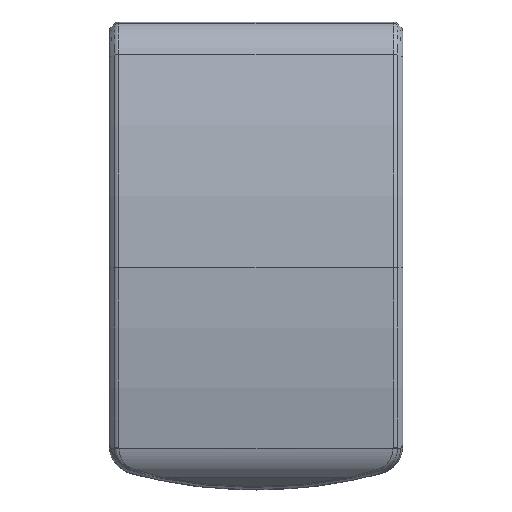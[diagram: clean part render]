
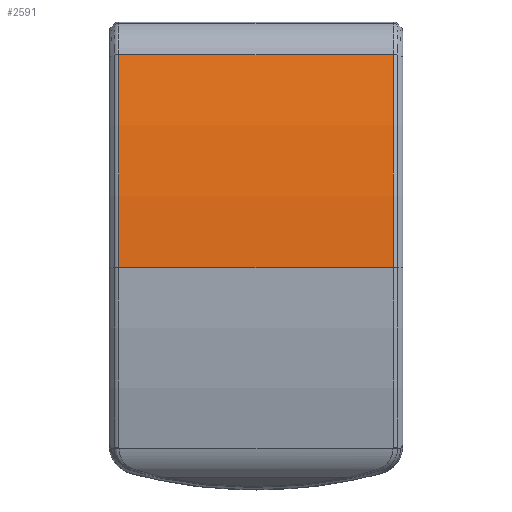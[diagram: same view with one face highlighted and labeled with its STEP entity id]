
A CAD part, top view. The second image highlights one B-rep face of the part: STEP entity #2591.
In plain terms, the highlighted cylindrical face has radius 262.529 mm (diameter 525.058 mm), a partial arc.
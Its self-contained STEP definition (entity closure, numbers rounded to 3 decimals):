
#216 = TOROIDAL_SURFACE('',#217,260.529,2.);
#217 = AXIS2_PLACEMENT_3D('',#218,#219,#220);
#218 = CARTESIAN_POINT('',(-42.5,-9.589,-238.529));
#219 = DIRECTION('',(-1.,0.,0.));
#220 = DIRECTION('',(0.,0.,1.));
#316 = VERTEX_POINT('',#317);
#317 = CARTESIAN_POINT('',(-42.5,56.484,15.549));
#334 = CYLINDRICAL_SURFACE('',#335,14.);
#335 = AXIS2_PLACEMENT_3D('',#336,#337,#338);
#336 = CARTESIAN_POINT('',(-43.5,52.96,2.));
#337 = DIRECTION('',(-1.,0.,0.));
#338 = DIRECTION('',(0.,-1.,0.));
#623 = EDGE_CURVE('',#624,#316,#626,.T.);
#624 = VERTEX_POINT('',#625);
#625 = CARTESIAN_POINT('',(-42.5,-9.589,24.));
#626 = SURFACE_CURVE('',#627,(#632,#639),.PCURVE_S1.);
#627 = CIRCLE('',#628,262.529);
#628 = AXIS2_PLACEMENT_3D('',#629,#630,#631);
#629 = CARTESIAN_POINT('',(-42.5,-9.589,-238.529));
#630 = DIRECTION('',(-1.,0.,0.));
#631 = DIRECTION('',(0.,0.,1.));
#632 = PCURVE('',#216,#633);
#633 = DEFINITIONAL_REPRESENTATION('',(#634),#638);
#634 = LINE('',#635,#636);
#635 = CARTESIAN_POINT('',(0.,0.));
#636 = VECTOR('',#637,1.);
#637 = DIRECTION('',(1.,0.));
#638 = ( GEOMETRIC_REPRESENTATION_CONTEXT(2) 
PARAMETRIC_REPRESENTATION_CONTEXT() REPRESENTATION_CONTEXT('2D SPACE',''
  ) );
#639 = PCURVE('',#640,#645);
#640 = CYLINDRICAL_SURFACE('',#641,262.529);
#641 = AXIS2_PLACEMENT_3D('',#642,#643,#644);
#642 = CARTESIAN_POINT('',(-43.5,-9.589,-238.529));
#643 = DIRECTION('',(-1.,0.,0.));
#644 = DIRECTION('',(0.,-1.,0.));
#645 = DEFINITIONAL_REPRESENTATION('',(#646),#650);
#646 = LINE('',#647,#648);
#647 = CARTESIAN_POINT('',(1.571,-1.));
#648 = VECTOR('',#649,1.);
#649 = DIRECTION('',(1.,0.));
#650 = ( GEOMETRIC_REPRESENTATION_CONTEXT(2) 
PARAMETRIC_REPRESENTATION_CONTEXT() REPRESENTATION_CONTEXT('2D SPACE',''
  ) );
#872 = EDGE_CURVE('',#316,#873,#875,.T.);
#873 = VERTEX_POINT('',#874);
#874 = CARTESIAN_POINT('',(42.5,56.484,15.549));
#875 = SURFACE_CURVE('',#876,(#880,#887),.PCURVE_S1.);
#876 = LINE('',#877,#878);
#877 = CARTESIAN_POINT('',(-43.5,56.484,15.549));
#878 = VECTOR('',#879,1.);
#879 = DIRECTION('',(1.,0.,0.));
#880 = PCURVE('',#334,#881);
#881 = DEFINITIONAL_REPRESENTATION('',(#882),#886);
#882 = LINE('',#883,#884);
#883 = CARTESIAN_POINT('',(1.825,0.));
#884 = VECTOR('',#885,1.);
#885 = DIRECTION('',(0.,-1.));
#886 = ( GEOMETRIC_REPRESENTATION_CONTEXT(2) 
PARAMETRIC_REPRESENTATION_CONTEXT() REPRESENTATION_CONTEXT('2D SPACE',''
  ) );
#887 = PCURVE('',#640,#888);
#888 = DEFINITIONAL_REPRESENTATION('',(#889),#893);
#889 = LINE('',#890,#891);
#890 = CARTESIAN_POINT('',(1.825,0.));
#891 = VECTOR('',#892,1.);
#892 = DIRECTION('',(0.,-1.));
#893 = ( GEOMETRIC_REPRESENTATION_CONTEXT(2) 
PARAMETRIC_REPRESENTATION_CONTEXT() REPRESENTATION_CONTEXT('2D SPACE',''
  ) );
#2579 = CYLINDRICAL_SURFACE('',#2580,262.529);
#2580 = AXIS2_PLACEMENT_3D('',#2581,#2582,#2583);
#2581 = CARTESIAN_POINT('',(-43.5,-9.589,-238.529));
#2582 = DIRECTION('',(-1.,0.,0.));
#2583 = DIRECTION('',(0.,-1.,0.));
#2591 = ADVANCED_FACE('',(#2592),#640,.T.);
#2592 = FACE_BOUND('',#2593,.T.);
#2593 = EDGE_LOOP('',(#2594,#2595,#2596,#2619));
#2594 = ORIENTED_EDGE('',*,*,#872,.F.);
#2595 = ORIENTED_EDGE('',*,*,#623,.F.);
#2596 = ORIENTED_EDGE('',*,*,#2597,.F.);
#2597 = EDGE_CURVE('',#2598,#624,#2600,.T.);
#2598 = VERTEX_POINT('',#2599);
#2599 = CARTESIAN_POINT('',(42.5,-9.589,24.));
#2600 = SURFACE_CURVE('',#2601,(#2605,#2612),.PCURVE_S1.);
#2601 = LINE('',#2602,#2603);
#2602 = CARTESIAN_POINT('',(-43.5,-9.589,24.));
#2603 = VECTOR('',#2604,1.);
#2604 = DIRECTION('',(-1.,0.,0.));
#2605 = PCURVE('',#640,#2606);
#2606 = DEFINITIONAL_REPRESENTATION('',(#2607),#2611);
#2607 = LINE('',#2608,#2609);
#2608 = CARTESIAN_POINT('',(1.571,0.));
#2609 = VECTOR('',#2610,1.);
#2610 = DIRECTION('',(0.,1.));
#2611 = ( GEOMETRIC_REPRESENTATION_CONTEXT(2) 
PARAMETRIC_REPRESENTATION_CONTEXT() REPRESENTATION_CONTEXT('2D SPACE',''
  ) );
#2612 = PCURVE('',#2579,#2613);
#2613 = DEFINITIONAL_REPRESENTATION('',(#2614),#2618);
#2614 = LINE('',#2615,#2616);
#2615 = CARTESIAN_POINT('',(1.571,0.));
#2616 = VECTOR('',#2617,1.);
#2617 = DIRECTION('',(0.,1.));
#2618 = ( GEOMETRIC_REPRESENTATION_CONTEXT(2) 
PARAMETRIC_REPRESENTATION_CONTEXT() REPRESENTATION_CONTEXT('2D SPACE',''
  ) );
#2619 = ORIENTED_EDGE('',*,*,#2620,.F.);
#2620 = EDGE_CURVE('',#873,#2598,#2621,.T.);
#2621 = SURFACE_CURVE('',#2622,(#2627,#2634),.PCURVE_S1.);
#2622 = CIRCLE('',#2623,262.529);
#2623 = AXIS2_PLACEMENT_3D('',#2624,#2625,#2626);
#2624 = CARTESIAN_POINT('',(42.5,-9.589,-238.529));
#2625 = DIRECTION('',(1.,0.,-0.));
#2626 = DIRECTION('',(0.,0.252,0.968));
#2627 = PCURVE('',#640,#2628);
#2628 = DEFINITIONAL_REPRESENTATION('',(#2629),#2633);
#2629 = LINE('',#2630,#2631);
#2630 = CARTESIAN_POINT('',(1.825,-86.));
#2631 = VECTOR('',#2632,1.);
#2632 = DIRECTION('',(-1.,-0.));
#2633 = ( GEOMETRIC_REPRESENTATION_CONTEXT(2) 
PARAMETRIC_REPRESENTATION_CONTEXT() REPRESENTATION_CONTEXT('2D SPACE',''
  ) );
#2634 = PCURVE('',#2635,#2640);
#2635 = TOROIDAL_SURFACE('',#2636,260.529,2.);
#2636 = AXIS2_PLACEMENT_3D('',#2637,#2638,#2639);
#2637 = CARTESIAN_POINT('',(42.5,-9.589,-238.529));
#2638 = DIRECTION('',(1.,0.,0.));
#2639 = DIRECTION('',(0.,0.252,0.968));
#2640 = DEFINITIONAL_REPRESENTATION('',(#2641),#2645);
#2641 = LINE('',#2642,#2643);
#2642 = CARTESIAN_POINT('',(0.,0.));
#2643 = VECTOR('',#2644,1.);
#2644 = DIRECTION('',(1.,0.));
#2645 = ( GEOMETRIC_REPRESENTATION_CONTEXT(2) 
PARAMETRIC_REPRESENTATION_CONTEXT() REPRESENTATION_CONTEXT('2D SPACE',''
  ) );
